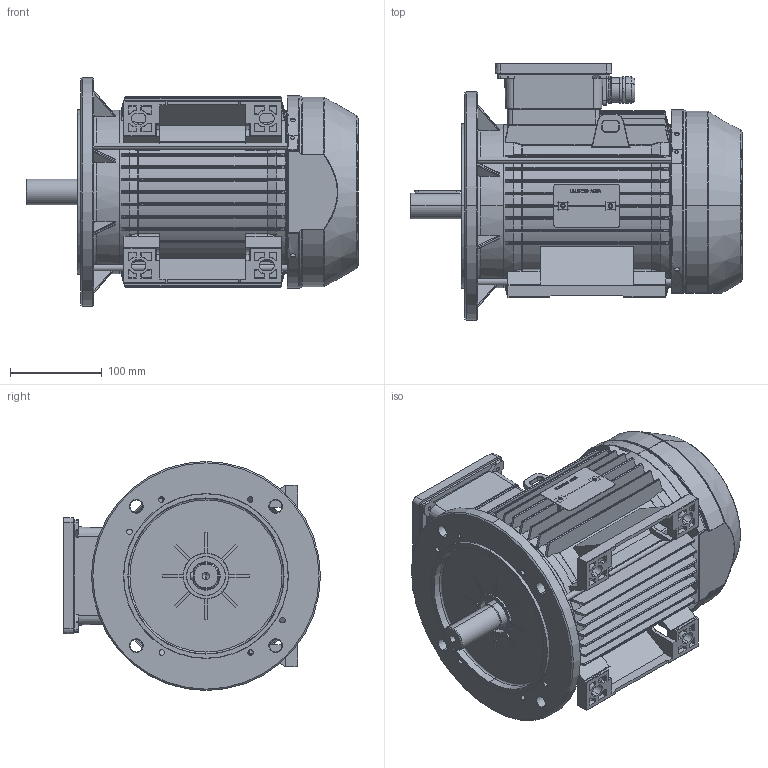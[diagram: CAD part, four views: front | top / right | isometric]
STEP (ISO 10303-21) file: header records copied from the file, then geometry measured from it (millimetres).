
FILE_DESCRIPTION (( 'STEP AP214' ), '1' );
FILE_NAME ('FCAP 100L-B3 B5-IC411-2-4-6-8 POLES-TB TOP.STEP', '2024-09-20T12:12:00', ( '' ), ( '' ), 'SwSTEP 2.0', 'SolidWorks 2024', '' );
FILE_SCHEMA (( 'AUTOMOTIVE_DESIGN' ));
Length unit declared in the file: millimetre
Products named in the file (17): GRUPPO COPRIMORSETTIERA 100L; Targhetta motore_LAMIERA ALLUMINIO; Coperchio scatola morsetti tipo 100; Tappo M25; Flangia FC100-112T_Cuscinetto_6206; Coprimorsettiera tipo 100_Passante doppio; Morsettiera 56-36; Guarnizione scatola-motore tipo 100; parallel_din_Parallel key A8 x 7 x 50 DIN 6885; Albero C100L - Autoventilato; Copriventola tipo 100; PRESSACAVO M25; FCAP 100L-B3 B5-IC411-2-4-6-8 POLES-TB TOP; Tirante M7x233; Scudo C100-112T posteriore; Carcassa 100-B3; Guarnizione scatola-coperchio tipo 100
Assembly tree (19 placements, depth 3):
  FCAP 100L-B3 B5-IC411-2-4-6-8 POLES-TB TOP
    Albero C100L - Autoventilato
    Scudo C100-112T posteriore
    Morsettiera 56-36
    Targhetta motore_LAMIERA ALLUMINIO
    Copriventola tipo 100
    parallel_din_Parallel key A8 x 7 x 50 DIN 6885
    Carcassa 100-B3
    GRUPPO COPRIMORSETTIERA 100L
      Coprimorsettiera tipo 100_Passante doppio
      Coperchio scatola morsetti tipo 100
      Guarnizione scatola-coperchio tipo 100
      PRESSACAVO M25
      Tappo M25
      Guarnizione scatola-motore tipo 100
    Flangia FC100-112T_Cuscinetto_6206
    Tirante M7x233  x4
Bounding box: 362.5 x 280.5 x 250 mm (x, y, z)
Volume: 2279744.8 mm3; surface area: 1062269.4 mm2
Topology: 18 solids, 19 shells, 4514 faces, 12060 edges, 7706 vertices
Faces by surface type: plane 1957, cylinder 1038, cone 554, torus 497, bspline 452, sphere 16
Entity records: 162209 total; most frequent: CARTESIAN_POINT 54247, ORIENTED_EDGE 23876, DIRECTION 20485, EDGE_CURVE 11938, VERTEX_POINT 7636, AXIS2_PLACEMENT_3D 7362, VECTOR 5761, LINE 5761
